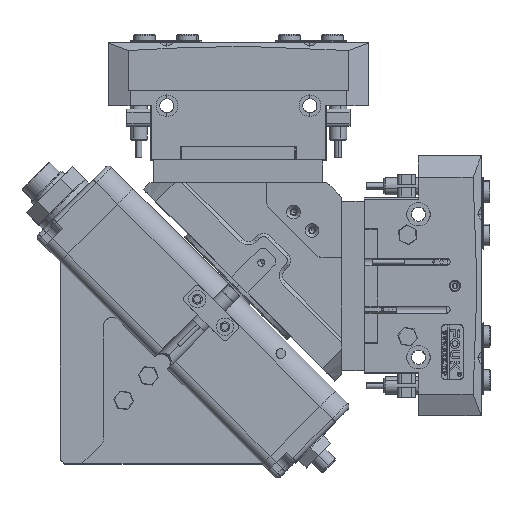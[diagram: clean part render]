
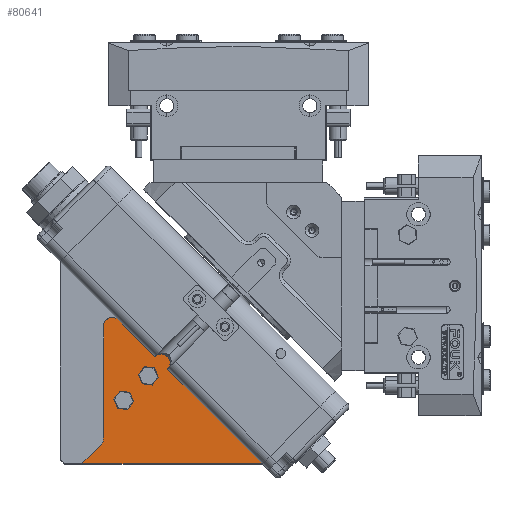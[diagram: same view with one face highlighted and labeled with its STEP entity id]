
A CAD part, top view. The second image highlights one B-rep face of the part: STEP entity #80641.
In plain terms, the highlighted planar face has unit normal (0, 0, 1).
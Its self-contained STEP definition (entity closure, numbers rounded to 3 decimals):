
#1081 = EDGE_CURVE ( 'NONE', #15542, #25696, #3780, .T. ) ;
#2843 = CARTESIAN_POINT ( 'NONE',  ( 47.778, -35.965, 207.7 ) ) ;
#2948 = ORIENTED_EDGE ( 'NONE', *, *, #17274, .F. ) ;
#3780 = CIRCLE ( 'NONE', #37628, 4. ) ;
#3799 = ORIENTED_EDGE ( 'NONE', *, *, #62054, .T. ) ;
#5183 = CARTESIAN_POINT ( 'NONE',  ( 53.496, -41.683, 207.7 ) ) ;
#6218 = CARTESIAN_POINT ( 'NONE',  ( 23.802, -75.66, 207.7 ) ) ;
#6392 = CARTESIAN_POINT ( 'NONE',  ( 13.802, -85.66, 207.7 ) ) ;
#6395 = VERTEX_POINT ( 'NONE', #20159 ) ;
#6929 = VECTOR ( 'NONE', #46338, 1000. ) ;
#7114 = LINE ( 'NONE', #70687, #62615 ) ;
#9636 = ORIENTED_EDGE ( 'NONE', *, *, #86596, .F. ) ;
#10809 = VERTEX_POINT ( 'NONE', #11781 ) ;
#11121 = CARTESIAN_POINT ( 'NONE',  ( 30.63, -19.15, 207.7 ) ) ;
#11781 = CARTESIAN_POINT ( 'NONE',  ( 25.592, -19.06, 207.7 ) ) ;
#12025 = EDGE_CURVE ( 'NONE', #25696, #13901, #63971, .T. ) ;
#12283 = EDGE_CURVE ( 'NONE', #13901, #38930, #62862, .T. ) ;
#13901 = VERTEX_POINT ( 'NONE', #83145 ) ;
#14144 = CARTESIAN_POINT ( 'NONE',  ( 27.802, -21.978, 207.7 ) ) ;
#14854 = DIRECTION ( 'NONE',  ( 1., 0., 0. ) ) ;
#14956 = VECTOR ( 'NONE', #74135, 1000. ) ;
#15542 = VERTEX_POINT ( 'NONE', #23600 ) ;
#17274 = EDGE_CURVE ( 'NONE', #10809, #20288, #36302, .T. ) ;
#18754 = CARTESIAN_POINT ( 'NONE',  ( 53.506, -42.026, 207.7 ) ) ;
#19520 = DIRECTION ( 'NONE',  ( 0., 0., 1. ) ) ;
#19840 = DIRECTION ( 'NONE',  ( -0.707, -0.707, 0. ) ) ;
#20159 = CARTESIAN_POINT ( 'NONE',  ( 30.63, -19.15, 207.7 ) ) ;
#20288 = VERTEX_POINT ( 'NONE', #25272 ) ;
#20723 = DIRECTION ( 'NONE',  ( 0., 0., -1. ) ) ;
#21485 = EDGE_CURVE ( 'NONE', #51407, #65639, #64210, .T. ) ;
#21531 = ORIENTED_EDGE ( 'NONE', *, *, #21485, .F. ) ;
#21669 = DIRECTION ( 'NONE',  ( -0.707, 0.707, 0. ) ) ;
#22693 = CARTESIAN_POINT ( 'NONE',  ( 53.506, -42.026, 207.7 ) ) ;
#22874 = CARTESIAN_POINT ( 'NONE',  ( 50.471, -38.99, 207.7 ) ) ;
#23600 = CARTESIAN_POINT ( 'NONE',  ( 24.973, -19.15, 207.7 ) ) ;
#24065 = LINE ( 'NONE', #11121, #6929 ) ;
#24725 = VERTEX_POINT ( 'NONE', #5183 ) ;
#25272 = CARTESIAN_POINT ( 'NONE',  ( 25.592, -18.644, 207.7 ) ) ;
#25660 = AXIS2_PLACEMENT_3D ( 'NONE', #22874, #42266, #21669 ) ;
#25696 = VERTEX_POINT ( 'NONE', #30205 ) ;
#25983 = CARTESIAN_POINT ( 'NONE',  ( 53.496, -41.683, 207.7 ) ) ;
#26478 = CARTESIAN_POINT ( 'NONE',  ( 13.802, -85.66, 207.7 ) ) ;
#28491 = FACE_OUTER_BOUND ( 'NONE', #81282, .T. ) ;
#30205 = CARTESIAN_POINT ( 'NONE',  ( 23.802, -21.978, 207.7 ) ) ;
#30649 = VECTOR ( 'NONE', #19840, 1000. ) ;
#30680 = CARTESIAN_POINT ( 'NONE',  ( 97.14, -85.66, 207.7 ) ) ;
#31065 = VECTOR ( 'NONE', #87276, 1000. ) ;
#31326 = AXIS2_PLACEMENT_3D ( 'NONE', #61478, #20723, #67466 ) ;
#32481 = VERTEX_POINT ( 'NONE', #22693 ) ;
#33850 = ORIENTED_EDGE ( 'NONE', *, *, #43995, .F. ) ;
#34955 = ORIENTED_EDGE ( 'NONE', *, *, #74542, .F. ) ;
#36302 = LINE ( 'NONE', #65189, #62882 ) ;
#37036 = CIRCLE ( 'NONE', #31326, 4.05 ) ;
#37628 = AXIS2_PLACEMENT_3D ( 'NONE', #41404, #47595, #81846 ) ;
#37796 = DIRECTION ( 'NONE',  ( -0.707, 0.707, 0. ) ) ;
#38397 = CARTESIAN_POINT ( 'NONE',  ( 18.802, -73.588, 207.7 ) ) ;
#38734 = DIRECTION ( 'NONE',  ( 1., -0.029, 0. ) ) ;
#38930 = VERTEX_POINT ( 'NONE', #81272 ) ;
#41404 = CARTESIAN_POINT ( 'NONE',  ( 27.802, -21.978, 207.7 ) ) ;
#42266 = DIRECTION ( 'NONE',  ( 0., 0., -1. ) ) ;
#42769 = VERTEX_POINT ( 'NONE', #30680 ) ;
#43995 = EDGE_CURVE ( 'NONE', #24725, #32481, #88084, .T. ) ;
#45473 = ORIENTED_EDGE ( 'NONE', *, *, #66816, .F. ) ;
#46338 = DIRECTION ( 'NONE',  ( 0.707, -0.707, 0. ) ) ;
#47005 = EDGE_CURVE ( 'NONE', #38930, #88048, #57245, .T. ) ;
#47072 = EDGE_CURVE ( 'NONE', #65639, #24725, #37036, .T. ) ;
#47163 = ORIENTED_EDGE ( 'NONE', *, *, #1081, .T. ) ;
#47595 = DIRECTION ( 'NONE',  ( 0., 0., 1. ) ) ;
#48509 = CARTESIAN_POINT ( 'NONE',  ( 12.935, -19.06, 207.7 ) ) ;
#49122 = LINE ( 'NONE', #18754, #31065 ) ;
#49396 = ORIENTED_EDGE ( 'NONE', *, *, #47005, .T. ) ;
#50399 = VECTOR ( 'NONE', #38734, 1000. ) ;
#51407 = VERTEX_POINT ( 'NONE', #59057 ) ;
#51809 = CARTESIAN_POINT ( 'NONE',  ( 47.435, -35.955, 207.7 ) ) ;
#54268 = ORIENTED_EDGE ( 'NONE', *, *, #12025, .T. ) ;
#57245 = LINE ( 'NONE', #6392, #30649 ) ;
#59057 = CARTESIAN_POINT ( 'NONE',  ( 47.435, -35.955, 207.7 ) ) ;
#59536 = CIRCLE ( 'NONE', #75066, 4. ) ;
#59943 = ORIENTED_EDGE ( 'NONE', *, *, #12283, .T. ) ;
#60451 = DIRECTION ( 'NONE',  ( 0.029, -1., 0. ) ) ;
#61198 = CARTESIAN_POINT ( 'NONE',  ( 25.067, -19.06, 207.7 ) ) ;
#61478 = CARTESIAN_POINT ( 'NONE',  ( 50.471, -38.99, 207.7 ) ) ;
#61559 = AXIS2_PLACEMENT_3D ( 'NONE', #38397, #64833, #37796 ) ;
#62054 = EDGE_CURVE ( 'NONE', #6395, #20288, #75347, .T. ) ;
#62268 = DIRECTION ( 'NONE',  ( 0., 0., 1. ) ) ;
#62375 = DIRECTION ( 'NONE',  ( -0.707, 0.707, 0. ) ) ;
#62401 = PLANE ( 'NONE',  #25660 ) ;
#62615 = VECTOR ( 'NONE', #76969, 1000. ) ;
#62862 = CIRCLE ( 'NONE', #61559, 5. ) ;
#62882 = VECTOR ( 'NONE', #86095, 1000. ) ;
#63971 = LINE ( 'NONE', #6218, #14956 ) ;
#64210 = LINE ( 'NONE', #51809, #50399 ) ;
#64833 = DIRECTION ( 'NONE',  ( 0., 0., -1. ) ) ;
#65189 = CARTESIAN_POINT ( 'NONE',  ( 25.592, -38.99, 207.7 ) ) ;
#65639 = VERTEX_POINT ( 'NONE', #2843 ) ;
#66730 = VECTOR ( 'NONE', #60451, 1000. ) ;
#66816 = EDGE_CURVE ( 'NONE', #32481, #42769, #49122, .T. ) ;
#67466 = DIRECTION ( 'NONE',  ( -0.707, 0.707, 0. ) ) ;
#67846 = EDGE_CURVE ( 'NONE', #74138, #15542, #59536, .T. ) ;
#69281 = ORIENTED_EDGE ( 'NONE', *, *, #47072, .F. ) ;
#70687 = CARTESIAN_POINT ( 'NONE',  ( 97.14, -85.66, 207.7 ) ) ;
#73347 = VECTOR ( 'NONE', #14854, 1000. ) ;
#74135 = DIRECTION ( 'NONE',  ( 0., -1., 0. ) ) ;
#74138 = VERTEX_POINT ( 'NONE', #61198 ) ;
#74542 = EDGE_CURVE ( 'NONE', #74138, #10809, #85134, .T. ) ;
#74553 = ORIENTED_EDGE ( 'NONE', *, *, #80997, .F. ) ;
#75066 = AXIS2_PLACEMENT_3D ( 'NONE', #76000, #62268, #83193 ) ;
#75347 = CIRCLE ( 'NONE', #80596, 4. ) ;
#76000 = CARTESIAN_POINT ( 'NONE',  ( 27.802, -21.978, 207.7 ) ) ;
#76969 = DIRECTION ( 'NONE',  ( -1., 0., 0. ) ) ;
#80596 = AXIS2_PLACEMENT_3D ( 'NONE', #14144, #19520, #62375 ) ;
#80641 = ADVANCED_FACE ( 'NONE', ( #28491 ), #62401, .F. ) ;
#80997 = EDGE_CURVE ( 'NONE', #6395, #51407, #24065, .T. ) ;
#81272 = CARTESIAN_POINT ( 'NONE',  ( 22.337, -77.124, 207.7 ) ) ;
#81282 = EDGE_LOOP ( 'NONE', ( #2948, #34955, #83157, #47163, #54268, #59943, #49396, #9636, #45473, #33850, #69281, #21531, #74553, #3799 ) ) ;
#81846 = DIRECTION ( 'NONE',  ( -0.707, 0.707, 0. ) ) ;
#83145 = CARTESIAN_POINT ( 'NONE',  ( 23.802, -73.588, 207.7 ) ) ;
#83157 = ORIENTED_EDGE ( 'NONE', *, *, #67846, .T. ) ;
#83193 = DIRECTION ( 'NONE',  ( -0.707, 0.707, 0. ) ) ;
#85134 = LINE ( 'NONE', #48509, #73347 ) ;
#86095 = DIRECTION ( 'NONE',  ( 0., 1., 0. ) ) ;
#86596 = EDGE_CURVE ( 'NONE', #42769, #88048, #7114, .T. ) ;
#87276 = DIRECTION ( 'NONE',  ( 0.707, -0.707, 0. ) ) ;
#88048 = VERTEX_POINT ( 'NONE', #26478 ) ;
#88084 = LINE ( 'NONE', #25983, #66730 ) ;
